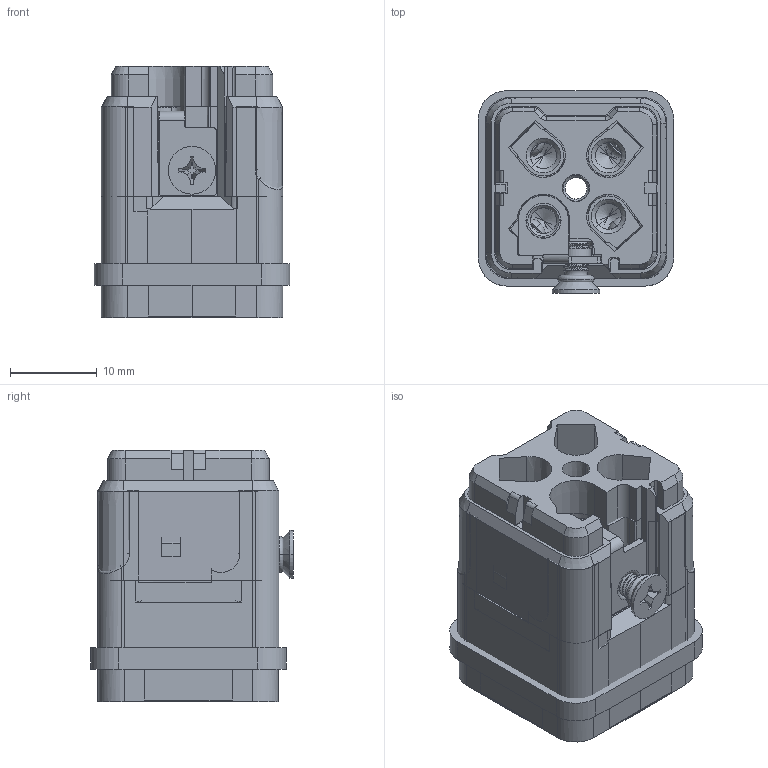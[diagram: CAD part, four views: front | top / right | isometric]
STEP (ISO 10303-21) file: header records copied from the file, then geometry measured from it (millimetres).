
FILE_DESCRIPTION((''),'2;1');
FILE_NAME('HA003-M_ASM_3_ASM','2021-05-10T',('jy.cai'),(''),'PRO/ENGINEER BY PARAMETRIC TECHNOLOGY CORPORATION, 2012480','PRO/ENGINEER BY PARAMETRIC TECHNOLOGY CORPORATION, 2012480','');
FILE_SCHEMA(('CONFIG_CONTROL_DESIGN'));
Length unit declared in the file: millimetre
Products named in the file (10): H3A-3_4_AF0_2_10; PRT0011_1; PRT0012_1; GAIZI-2_6; JIEDI-M_1; M3-6P5_SCREW_1; HA004_L-RING_1; MANIFOLD_SOLID_BREP_6508_1; 2_4X1_8_1; HA003-M_ASM_3_ASM
Assembly tree (14 placements, depth 2):
  HA003-M_ASM_3_ASM
    H3A-3_4_AF0_2_10
    PRT0011_1  x3
    PRT0012_1
    GAIZI-2_6
    JIEDI-M_1
    M3-6P5_SCREW_1  x4
    HA004_L-RING_1
    MANIFOLD_SOLID_BREP_6508_1
    2_4X1_8_1
Bounding box: 22.52 x 23.36 x 29 mm (x, y, z)
Volume: 8101.2 mm3; surface area: 14289.6 mm2
Topology: 14 solids, 15 shells, 1323 faces, 3772 edges, 2468 vertices
Faces by surface type: cylinder 558, plane 506, bspline 92, cone 78, torus 57, sphere 28, extrusion 4
Entity records: 47105 total; most frequent: CARTESIAN_POINT 14435, ORIENTED_EDGE 5508, DIRECTION 4761, EDGE_CURVE 2754, PRESENTATION_STYLE_ASSIGNMENT 1876, STYLED_ITEM 1876, VERTEX_POINT 1803, AXIS2_PLACEMENT_3D 1612
